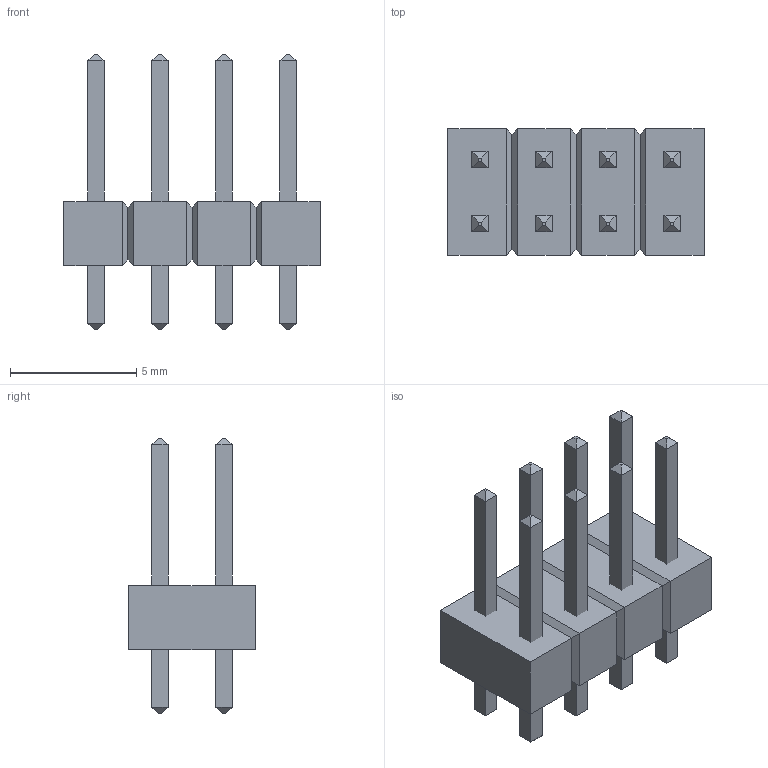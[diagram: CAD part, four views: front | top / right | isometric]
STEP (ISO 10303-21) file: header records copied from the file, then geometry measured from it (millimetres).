
FILE_DESCRIPTION(('FreeCAD Model'),'2;1');
FILE_NAME('967156.1.1.stp','2020-05-08T11:17:22',( 'Author'),(''),'Open CASCADE STEP processor 6.9','FreeCAD','Unknown' );
FILE_SCHEMA(('AUTOMOTIVE_DESIGN { 1 0 10303 214 1 1 1 1 }'));
Length unit declared in the file: millimetre
Products named in the file (3): ASSEMBLY; Body; LeadsArray
Assembly tree (2 placements, depth 2):
  ASSEMBLY
    Body
    LeadsArray
Bounding box: 10.16 x 5.02 x 10.92 mm (x, y, z)
Volume: 162.2 mm3; surface area: 408.2 mm2
Topology: 9 solids, 9 shells, 154 faces, 308 edges, 172 vertices
Faces by surface type: plane 154
Entity records: 7843 total; most frequent: CARTESIAN_POINT 1301, DIRECTION 1190, LINE 876, VECTOR 876, ORIENTED_EDGE 616, PCURVE 616, DEFINITIONAL_REPRESENTATION 616, EDGE_CURVE 308
